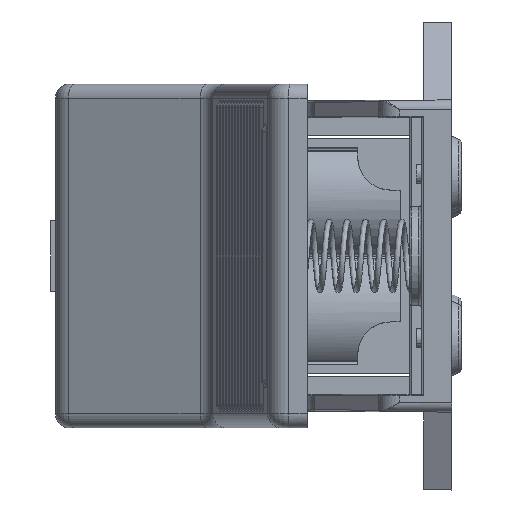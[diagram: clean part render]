
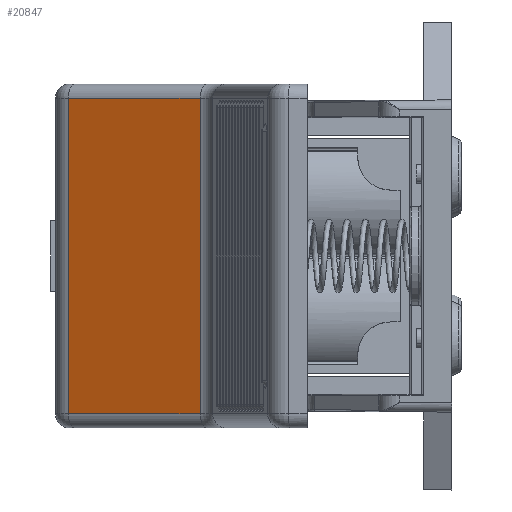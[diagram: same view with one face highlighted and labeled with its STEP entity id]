
A CAD part, left-side view. The second image highlights one B-rep face of the part: STEP entity #20847.
In plain terms, the highlighted planar face has unit normal (-0.891, 0.454, 0).
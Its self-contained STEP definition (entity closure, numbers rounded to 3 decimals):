
#182 = CARTESIAN_POINT ( 'NONE',  ( -0.275, 46.85, -36.462 ) ) ;
#1612 = CARTESIAN_POINT ( 'NONE',  ( -16.117, 15.759, -33.462 ) ) ;
#2131 = VECTOR ( 'NONE', #18282, 1000. ) ;
#3745 = LINE ( 'NONE', #1612, #35025 ) ;
#6241 = DIRECTION ( 'NONE',  ( -0.454, -0.891, 0. ) ) ;
#6526 = ORIENTED_EDGE ( 'NONE', *, *, #27649, .T. ) ;
#7816 = EDGE_CURVE ( 'NONE', #19598, #36595, #3745, .T. ) ;
#7943 = ORIENTED_EDGE ( 'NONE', *, *, #26827, .T. ) ;
#10313 = VERTEX_POINT ( 'NONE', #22213 ) ;
#11182 = CARTESIAN_POINT ( 'NONE',  ( -1.666, 44.12, -36.462 ) ) ;
#12197 = DIRECTION ( 'NONE',  ( -0.891, 0.454, 0. ) ) ;
#12214 = AXIS2_PLACEMENT_3D ( 'NONE', #182, #12197, #6241 ) ;
#16475 = EDGE_LOOP ( 'NONE', ( #31797, #7943, #30525, #6526 ) ) ;
#18282 = DIRECTION ( 'NONE',  ( 0., 0., 1. ) ) ;
#19155 = LINE ( 'NONE', #36435, #2131 ) ;
#19583 = VECTOR ( 'NONE', #20285, 1000. ) ;
#19598 = VERTEX_POINT ( 'NONE', #38859 ) ;
#20285 = DIRECTION ( 'NONE',  ( 0., 0., -1. ) ) ;
#20847 = ADVANCED_FACE ( 'NONE', ( #37945 ), #24357, .T. ) ;
#22187 = VERTEX_POINT ( 'NONE', #34405 ) ;
#22213 = CARTESIAN_POINT ( 'NONE',  ( -1.666, 44.12, 33.538 ) ) ;
#22735 = DIRECTION ( 'NONE',  ( 0.454, 0.891, 0. ) ) ;
#23011 = LINE ( 'NONE', #25909, #38188 ) ;
#24357 = PLANE ( 'NONE',  #12214 ) ;
#25481 = EDGE_CURVE ( 'NONE', #10313, #22187, #23011, .T. ) ;
#25909 = CARTESIAN_POINT ( 'NONE',  ( -1.54, 44.369, 33.538 ) ) ;
#26827 = EDGE_CURVE ( 'NONE', #19598, #22187, #19155, .T. ) ;
#27646 = LINE ( 'NONE', #11182, #19583 ) ;
#27649 = EDGE_CURVE ( 'NONE', #10313, #36595, #27646, .T. ) ;
#28972 = DIRECTION ( 'NONE',  ( -0.454, -0.891, 0. ) ) ;
#30525 = ORIENTED_EDGE ( 'NONE', *, *, #25481, .F. ) ;
#31797 = ORIENTED_EDGE ( 'NONE', *, *, #7816, .F. ) ;
#34405 = CARTESIAN_POINT ( 'NONE',  ( -15.937, 16.112, 33.538 ) ) ;
#35025 = VECTOR ( 'NONE', #22735, 1000. ) ;
#35105 = CARTESIAN_POINT ( 'NONE',  ( -1.666, 44.12, -33.462 ) ) ;
#36435 = CARTESIAN_POINT ( 'NONE',  ( -15.937, 16.112, -131.625 ) ) ;
#36595 = VERTEX_POINT ( 'NONE', #35105 ) ;
#37945 = FACE_OUTER_BOUND ( 'NONE', #16475, .T. ) ;
#38188 = VECTOR ( 'NONE', #28972, 1000. ) ;
#38859 = CARTESIAN_POINT ( 'NONE',  ( -15.937, 16.112, -33.462 ) ) ;
